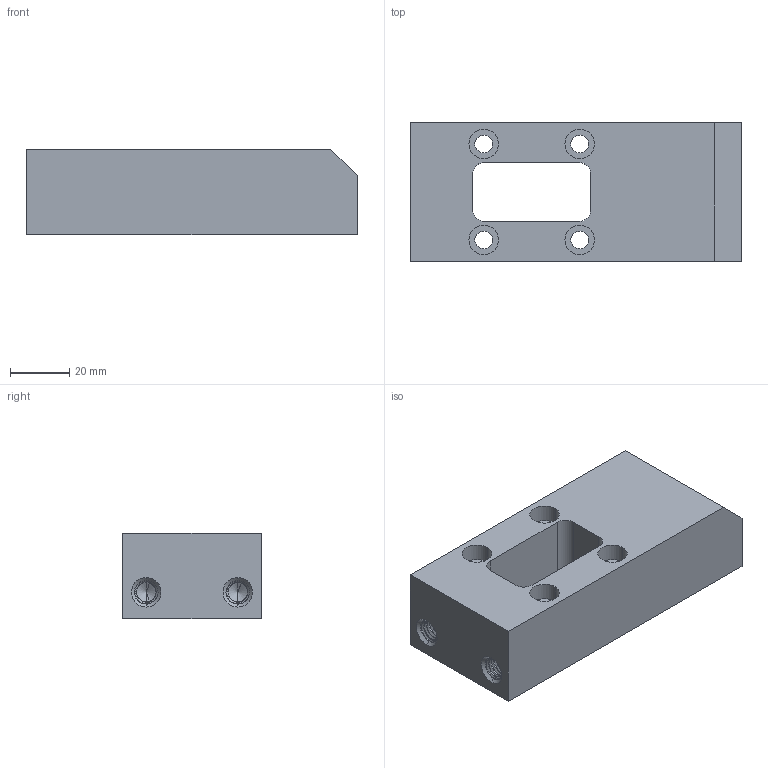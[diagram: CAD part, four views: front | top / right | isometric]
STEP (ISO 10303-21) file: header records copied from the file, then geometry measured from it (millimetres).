
FILE_DESCRIPTION (( 'STEP AP203' ), '1' );
FILE_NAME ('Support Bloqueur.STEP', '2019-02-27T11:54:52', ( '' ), ( '' ), 'SwSTEP 2.0', 'SolidWorks 2018', '' );
FILE_SCHEMA (( 'CONFIG_CONTROL_DESIGN' ));
Length unit declared in the file: millimetre
Products named in the file (1): Support Bloqueur
Bounding box: 112 x 47 x 29 mm (x, y, z)
Volume: 120343.5 mm3; surface area: 25780.1 mm2
Topology: 1 solids, 1 shells, 183 faces, 495 edges, 314 vertices
Faces by surface type: cylinder 120, bspline 24, plane 23, cone 16
Entity records: 16206 total; most frequent: CARTESIAN_POINT 12281, ORIENTED_EDGE 974, DIRECTION 619, EDGE_CURVE 487, VERTEX_POINT 314, AXIS2_PLACEMENT_3D 216, EDGE_LOOP 201, VECTOR 187
